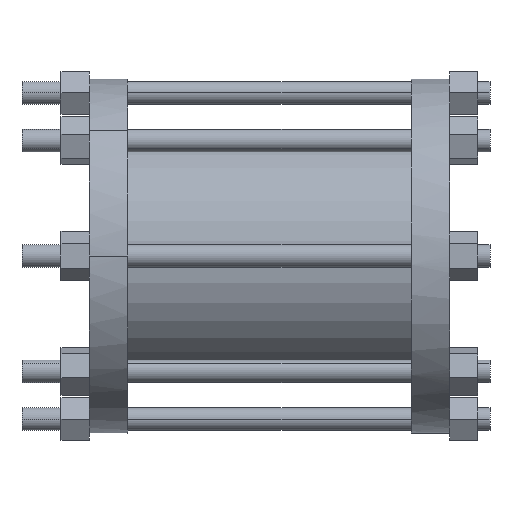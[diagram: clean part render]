
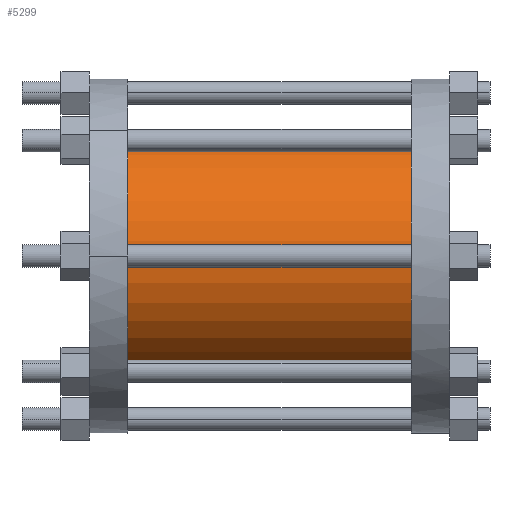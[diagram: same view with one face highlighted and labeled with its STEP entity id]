
A CAD part, front view. The second image highlights one B-rep face of the part: STEP entity #5299.
In plain terms, the highlighted cylindrical face has radius 86 mm (diameter 172 mm), a partial arc.
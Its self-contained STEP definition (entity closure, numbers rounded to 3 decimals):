
#2471=CARTESIAN_POINT('Axis2P3D Location',(100.,0.,0.)) ;
#2480=CARTESIAN_POINT('Vertex',(200.,86.,0.)) ;
#2482=CARTESIAN_POINT('Vertex',(200.,60.811,60.811)) ;
#2485=CARTESIAN_POINT('Line Origine',(100.,86.,0.)) ;
#2489=CARTESIAN_POINT('Vertex',(0.,86.,0.)) ;
#2496=CARTESIAN_POINT('Vertex',(0.,60.811,60.811)) ;
#2499=CARTESIAN_POINT('Line Origine',(100.,60.811,60.811)) ;
#5283=CARTESIAN_POINT('Axis2P3D Location',(0.,0.,0.)) ;
#5288=CARTESIAN_POINT('Axis2P3D Location',(200.,0.,0.)) ;
#2472=DIRECTION('Axis2P3D Direction',(1.,0.,0.)) ;
#2473=DIRECTION('Axis2P3D XDirection',(0.,1.,0.)) ;
#2486=DIRECTION('Vector Direction',(1.,0.,0.)) ;
#2500=DIRECTION('Vector Direction',(1.,0.,0.)) ;
#5284=DIRECTION('Axis2P3D Direction',(1.,0.,0.)) ;
#5289=DIRECTION('Axis2P3D Direction',(1.,0.,0.)) ;
#2474=AXIS2_PLACEMENT_3D('Cylinder Axis2P3D',#2471,#2472,#2473) ;
#5285=AXIS2_PLACEMENT_3D('Circle Axis2P3D',#5283,#5284,$) ;
#5290=AXIS2_PLACEMENT_3D('Circle Axis2P3D',#5288,#5289,$) ;
#5294=ORIENTED_EDGE('',*,*,#5287,.T.) ;
#5295=ORIENTED_EDGE('',*,*,#2491,.T.) ;
#5296=ORIENTED_EDGE('',*,*,#5292,.F.) ;
#5297=ORIENTED_EDGE('',*,*,#2503,.F.) ;
#2487=VECTOR('Line Direction',#2486,1.) ;
#2501=VECTOR('Line Direction',#2500,1.) ;
#5299=ADVANCED_FACE('PartBody',(#5298),#2475,.T.) ;
#5286=CIRCLE('generated circle',#5285,86.) ;
#5291=CIRCLE('generated circle',#5290,86.) ;
#2475=CYLINDRICAL_SURFACE('generated cylinder',#2474,86.) ;
#2491=EDGE_CURVE('',#2490,#2481,#2488,.T.) ;
#2503=EDGE_CURVE('',#2497,#2483,#2502,.T.) ;
#5287=EDGE_CURVE('',#2497,#2490,#5286,.T.) ;
#5292=EDGE_CURVE('',#2483,#2481,#5291,.T.) ;
#5293=EDGE_LOOP('',(#5294,#5295,#5296,#5297)) ;
#5298=FACE_OUTER_BOUND('',#5293,.T.) ;
#2488=LINE('Line',#2485,#2487) ;
#2502=LINE('Line',#2499,#2501) ;
#2481=VERTEX_POINT('',#2480) ;
#2483=VERTEX_POINT('',#2482) ;
#2490=VERTEX_POINT('',#2489) ;
#2497=VERTEX_POINT('',#2496) ;
